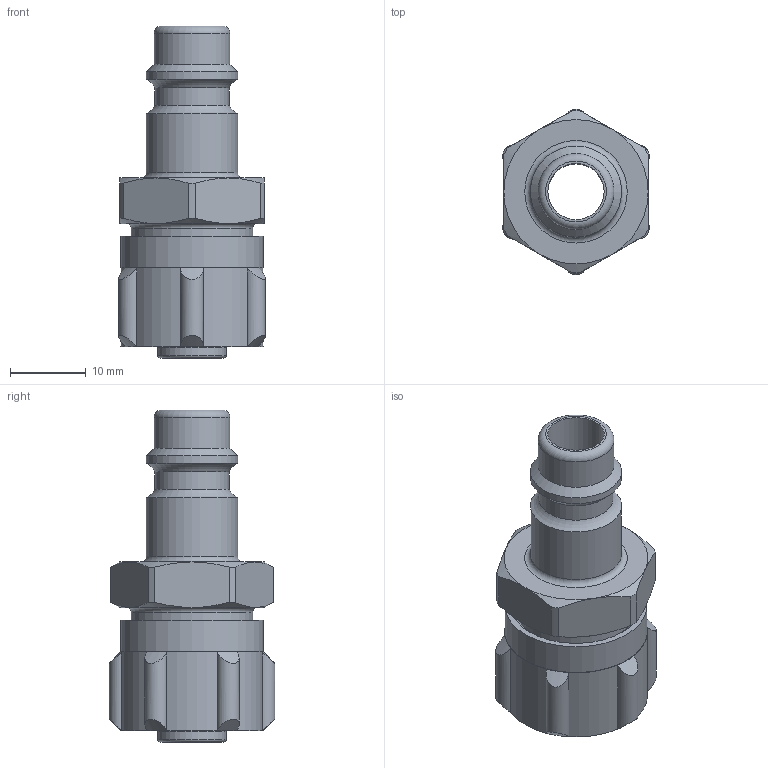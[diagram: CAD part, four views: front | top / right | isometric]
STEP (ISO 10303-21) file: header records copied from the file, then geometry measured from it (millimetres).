
FILE_DESCRIPTION(/* description */ ('STEP AP214'),/* implementation_level */ '2;1');
FILE_NAME(/* name */ '531683_KS4-CK-9',/* time_stamp */ '2024-08-22T10:23:13+02:00',/* author */ ('License CC BY-ND 4.0'),/* organization */ ('CADENAS'),/* preprocessor_version */ 'ST-DEVELOPER v19.3',/* originating_system */ 'PARTsolutions',/* authorisation */ ' ');
FILE_SCHEMA (('AUTOMOTIVE_DESIGN {1 0 10303 214 3 1 1}'));
Length unit declared in the file: millimetre
Products named in the file (1): 531683 KS4-CK-9
Bounding box: 19.28 x 21.8 x 43.7 mm (x, y, z)
Volume: 5726.2 mm3; surface area: 4765.1 mm2
Topology: 1 solids, 1 shells, 83 faces, 166 edges, 93 vertices
Faces by surface type: cylinder 30, cone 28, plane 16, torus 9
Full cylindrical faces by diameter (mm): 7.4 x1, 9 x1, 9.6 x1, 9.75 x1, 10 x1, 10.3 x1, 11.6 x1, 12 x2, 16 x2, 18.7 x1
Entity records: 2134 total; most frequent: CARTESIAN_POINT 498, DIRECTION 354, ORIENTED_EDGE 282, AXIS2_PLACEMENT_3D 165, EDGE_CURVE 141, EDGE_LOOP 118, FACE_BOUND 118, VERTEX_POINT 93
